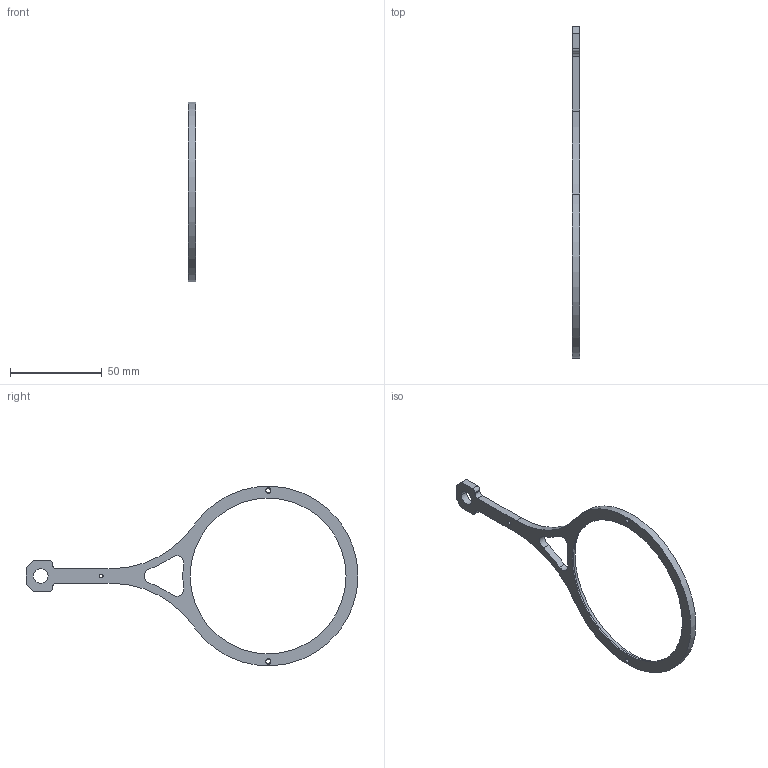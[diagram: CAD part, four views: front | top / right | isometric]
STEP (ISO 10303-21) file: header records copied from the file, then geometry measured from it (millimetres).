
FILE_DESCRIPTION((''),'2;1');
FILE_NAME('SUPPORT_FILTRE','2020-04-29T14:30:32',('Louis'),(''),'CREO PARAMETRIC BY PTC INC, 2019164','CREO PARAMETRIC BY PTC INC, 2019164','');
FILE_SCHEMA(('CONFIG_CONTROL_DESIGN'));
Length unit declared in the file: millimetre
Products named in the file (1): SUPPORT_FILTRE
Bounding box: 3.9 x 181 x 97.89 mm (x, y, z)
Volume: 8934 mm3; surface area: 8736.2 mm2
Topology: 1 solids, 3 shells, 41 faces, 114 edges, 76 vertices
Faces by surface type: cylinder 29, plane 12
Entity records: 1411 total; most frequent: DIRECTION 256, CARTESIAN_POINT 232, ORIENTED_EDGE 220, EDGE_CURVE 114, AXIS2_PLACEMENT_3D 100, VERTEX_POINT 76, CIRCLE 58, VECTOR 56
